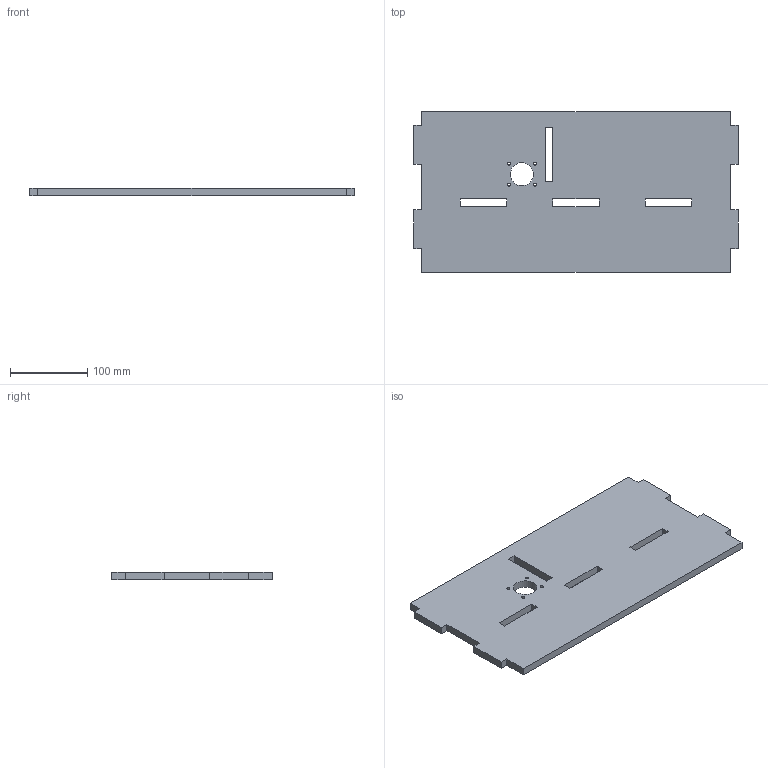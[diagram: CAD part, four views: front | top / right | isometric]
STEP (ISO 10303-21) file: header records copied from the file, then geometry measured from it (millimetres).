
FILE_DESCRIPTION(('FreeCAD Model'),'2;1');
FILE_NAME('Frontal.step','2020-04-17T11:34:15',('Author'),(''), 'Open CASCADE STEP processor 7.3','FreeCAD','Unknown');
FILE_SCHEMA(('AUTOMOTIVE_DESIGN { 1 0 10303 214 1 1 1 1 }'));
Length unit declared in the file: millimetre
Products named in the file (1): Pocket
Bounding box: 420 x 207.8 x 10 mm (x, y, z)
Volume: 818748.8 mm3; surface area: 183934.9 mm2
Topology: 1 solids, 1 shells, 43 faces, 123 edges, 82 vertices
Faces by surface type: plane 38, cylinder 5
Full cylindrical faces by diameter (mm): 4 x4, 30 x1
Entity records: 3059 total; most frequent: CARTESIAN_POINT 525, DIRECTION 462, LINE 349, VECTOR 349, ORIENTED_EDGE 246, PCURVE 246, DEFINITIONAL_REPRESENTATION 246, EDGE_CURVE 123
